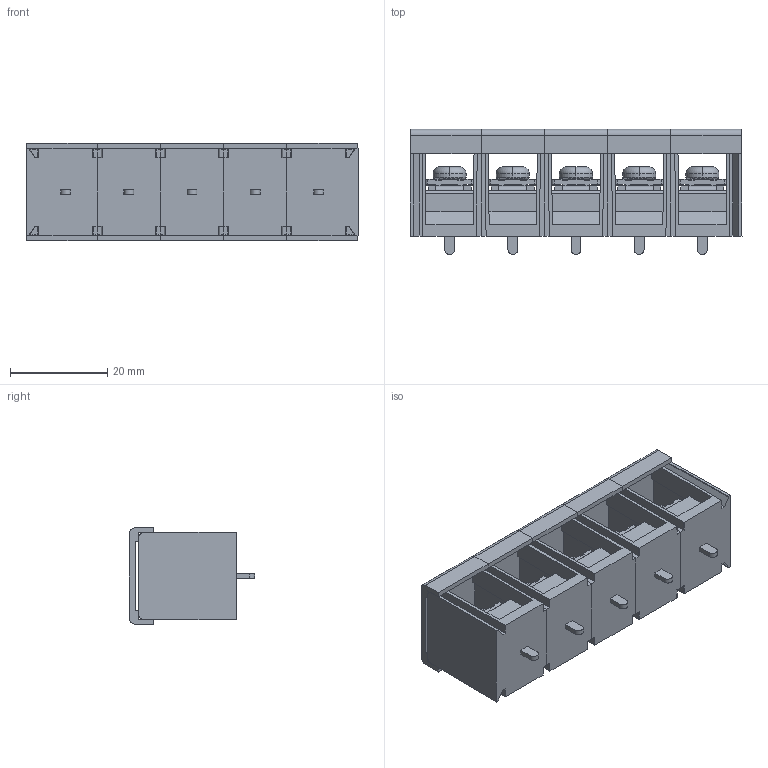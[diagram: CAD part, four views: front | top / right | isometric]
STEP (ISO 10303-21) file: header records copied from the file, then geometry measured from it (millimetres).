
FILE_DESCRIPTION((''),'2;1');
FILE_NAME('DG78C-A-05P-13-00A_H_','2020-06-15T',('P'),(''),'PRO/ENGINEER BY PARAMETRIC TECHNOLOGY CORPORATION, 2010280','PRO/ENGINEER BY PARAMETRIC TECHNOLOGY CORPORATION, 2010280','');
FILE_SCHEMA(('CONFIG_CONTROL_DESIGN'));
Products named in the file (1): DG78C-A-05P-13-00A_H_
Bounding box: 68.3 x 25.75 x 20 mm (x, y, z)
Volume: 13491.4 mm3; surface area: 20103.1 mm2
Topology: 5 solids, 17 shells, 1725 faces, 5035 edges, 3154 vertices
Faces by surface type: plane 1167, cylinder 364, sphere 60, bspline 60, torus 44, cone 30
Entity records: 58755 total; most frequent: CARTESIAN_POINT 13360, ORIENTED_EDGE 9910, DIRECTION 8897, EDGE_CURVE 4955, VECTOR 3795, LINE 3795, VERTEX_POINT 3154, AXIS2_PLACEMENT_3D 2551
